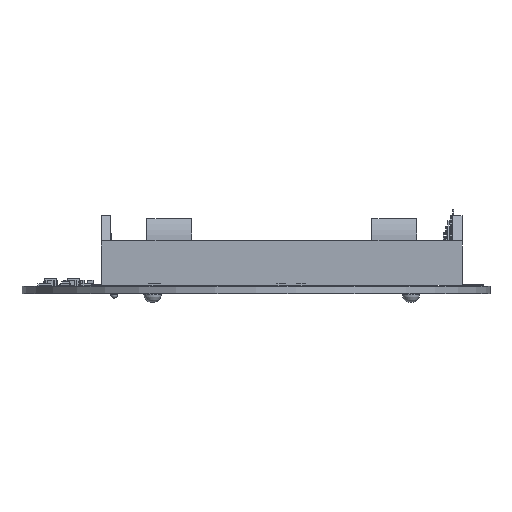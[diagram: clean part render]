
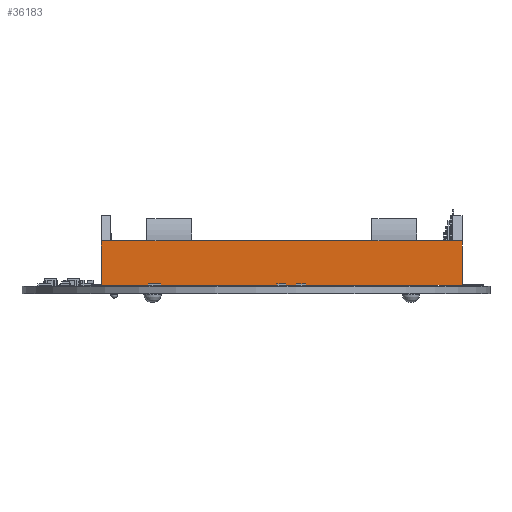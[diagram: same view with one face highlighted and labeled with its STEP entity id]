
A CAD part, front view. The second image highlights one B-rep face of the part: STEP entity #36183.
In plain terms, the highlighted planar face has unit normal (0, -1, 0).
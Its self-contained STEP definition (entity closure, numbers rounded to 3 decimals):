
#33647 = PLANE('',#33648);
#33648 = AXIS2_PLACEMENT_3D('',#33649,#33650,#33651);
#33649 = CARTESIAN_POINT('',(38.525,0.,8.36));
#33650 = DIRECTION('',(1.,0.,0.));
#33651 = DIRECTION('',(0.,0.,1.));
#33849 = PLANE('',#33850);
#33850 = AXIS2_PLACEMENT_3D('',#33851,#33852,#33853);
#33851 = CARTESIAN_POINT('',(-38.525,0.,8.36));
#33852 = DIRECTION('',(-1.,0.,0.));
#33853 = DIRECTION('',(0.,0.,-1.));
#33942 = PLANE('',#33943);
#33943 = AXIS2_PLACEMENT_3D('',#33944,#33945,#33946);
#33944 = CARTESIAN_POINT('',(0.,0.,0.1));
#33945 = DIRECTION('',(0.,0.,1.));
#33946 = DIRECTION('',(1.,0.,-0.));
#34235 = PLANE('',#34236);
#34236 = AXIS2_PLACEMENT_3D('',#34237,#34238,#34239);
#34237 = CARTESIAN_POINT('',(0.,-9.537,9.6));
#34238 = DIRECTION('',(0.,0.,1.));
#34239 = DIRECTION('',(0.,1.,0.));
#34479 = EDGE_CURVE('',#34480,#34482,#34484,.T.);
#34480 = VERTEX_POINT('',#34481);
#34481 = CARTESIAN_POINT('',(38.525,-10.325,0.1));
#34482 = VERTEX_POINT('',#34483);
#34483 = CARTESIAN_POINT('',(38.525,-10.325,9.6));
#34484 = SURFACE_CURVE('',#34485,(#34489,#34496),.PCURVE_S1.);
#34485 = LINE('',#34486,#34487);
#34486 = CARTESIAN_POINT('',(38.525,-10.325,0.1));
#34487 = VECTOR('',#34488,1.);
#34488 = DIRECTION('',(0.,0.,1.));
#34489 = PCURVE('',#33647,#34490);
#34490 = DEFINITIONAL_REPRESENTATION('',(#34491),#34495);
#34491 = LINE('',#34492,#34493);
#34492 = CARTESIAN_POINT('',(-8.26,10.325));
#34493 = VECTOR('',#34494,1.);
#34494 = DIRECTION('',(1.,0.));
#34495 = ( GEOMETRIC_REPRESENTATION_CONTEXT(2) 
PARAMETRIC_REPRESENTATION_CONTEXT() REPRESENTATION_CONTEXT('2D SPACE',''
  ) );
#34496 = PCURVE('',#34497,#34502);
#34497 = PLANE('',#34498);
#34498 = AXIS2_PLACEMENT_3D('',#34499,#34500,#34501);
#34499 = CARTESIAN_POINT('',(-38.525,-10.325,0.1));
#34500 = DIRECTION('',(0.,1.,0.));
#34501 = DIRECTION('',(1.,0.,0.));
#34502 = DEFINITIONAL_REPRESENTATION('',(#34503),#34507);
#34503 = LINE('',#34504,#34505);
#34504 = CARTESIAN_POINT('',(77.05,0.));
#34505 = VECTOR('',#34506,1.);
#34506 = DIRECTION('',(0.,-1.));
#34507 = ( GEOMETRIC_REPRESENTATION_CONTEXT(2) 
PARAMETRIC_REPRESENTATION_CONTEXT() REPRESENTATION_CONTEXT('2D SPACE',''
  ) );
#34948 = VERTEX_POINT('',#34949);
#34949 = CARTESIAN_POINT('',(-38.525,-10.325,0.1));
#34970 = EDGE_CURVE('',#34948,#34971,#34973,.T.);
#34971 = VERTEX_POINT('',#34972);
#34972 = CARTESIAN_POINT('',(-38.525,-10.325,9.6));
#34973 = SURFACE_CURVE('',#34974,(#34978,#34985),.PCURVE_S1.);
#34974 = LINE('',#34975,#34976);
#34975 = CARTESIAN_POINT('',(-38.525,-10.325,0.1));
#34976 = VECTOR('',#34977,1.);
#34977 = DIRECTION('',(0.,0.,1.));
#34978 = PCURVE('',#33849,#34979);
#34979 = DEFINITIONAL_REPRESENTATION('',(#34980),#34984);
#34980 = LINE('',#34981,#34982);
#34981 = CARTESIAN_POINT('',(8.26,10.325));
#34982 = VECTOR('',#34983,1.);
#34983 = DIRECTION('',(-1.,0.));
#34984 = ( GEOMETRIC_REPRESENTATION_CONTEXT(2) 
PARAMETRIC_REPRESENTATION_CONTEXT() REPRESENTATION_CONTEXT('2D SPACE',''
  ) );
#34985 = PCURVE('',#34497,#34986);
#34986 = DEFINITIONAL_REPRESENTATION('',(#34987),#34991);
#34987 = LINE('',#34988,#34989);
#34988 = CARTESIAN_POINT('',(0.,0.));
#34989 = VECTOR('',#34990,1.);
#34990 = DIRECTION('',(0.,-1.));
#34991 = ( GEOMETRIC_REPRESENTATION_CONTEXT(2) 
PARAMETRIC_REPRESENTATION_CONTEXT() REPRESENTATION_CONTEXT('2D SPACE',''
  ) );
#35293 = EDGE_CURVE('',#34948,#34480,#35294,.T.);
#35294 = SURFACE_CURVE('',#35295,(#35299,#35306),.PCURVE_S1.);
#35295 = LINE('',#35296,#35297);
#35296 = CARTESIAN_POINT('',(-38.525,-10.325,0.1));
#35297 = VECTOR('',#35298,1.);
#35298 = DIRECTION('',(1.,0.,0.));
#35299 = PCURVE('',#33942,#35300);
#35300 = DEFINITIONAL_REPRESENTATION('',(#35301),#35305);
#35301 = LINE('',#35302,#35303);
#35302 = CARTESIAN_POINT('',(-38.525,-10.325));
#35303 = VECTOR('',#35304,1.);
#35304 = DIRECTION('',(1.,0.));
#35305 = ( GEOMETRIC_REPRESENTATION_CONTEXT(2) 
PARAMETRIC_REPRESENTATION_CONTEXT() REPRESENTATION_CONTEXT('2D SPACE',''
  ) );
#35306 = PCURVE('',#34497,#35307);
#35307 = DEFINITIONAL_REPRESENTATION('',(#35308),#35312);
#35308 = LINE('',#35309,#35310);
#35309 = CARTESIAN_POINT('',(0.,0.));
#35310 = VECTOR('',#35311,1.);
#35311 = DIRECTION('',(1.,0.));
#35312 = ( GEOMETRIC_REPRESENTATION_CONTEXT(2) 
PARAMETRIC_REPRESENTATION_CONTEXT() REPRESENTATION_CONTEXT('2D SPACE',''
  ) );
#35627 = EDGE_CURVE('',#34971,#35628,#35630,.T.);
#35628 = VERTEX_POINT('',#35629);
#35629 = CARTESIAN_POINT('',(-28.82,-10.325,9.6));
#35630 = SURFACE_CURVE('',#35631,(#35635,#35642),.PCURVE_S1.);
#35631 = LINE('',#35632,#35633);
#35632 = CARTESIAN_POINT('',(-38.525,-10.325,9.6));
#35633 = VECTOR('',#35634,1.);
#35634 = DIRECTION('',(1.,0.,0.));
#35635 = PCURVE('',#34235,#35636);
#35636 = DEFINITIONAL_REPRESENTATION('',(#35637),#35641);
#35637 = LINE('',#35638,#35639);
#35638 = CARTESIAN_POINT('',(-0.788,38.525));
#35639 = VECTOR('',#35640,1.);
#35640 = DIRECTION('',(0.,-1.));
#35641 = ( GEOMETRIC_REPRESENTATION_CONTEXT(2) 
PARAMETRIC_REPRESENTATION_CONTEXT() REPRESENTATION_CONTEXT('2D SPACE',''
  ) );
#35642 = PCURVE('',#34497,#35643);
#35643 = DEFINITIONAL_REPRESENTATION('',(#35644),#35648);
#35644 = LINE('',#35645,#35646);
#35645 = CARTESIAN_POINT('',(0.,-9.5));
#35646 = VECTOR('',#35647,1.);
#35647 = DIRECTION('',(1.,0.));
#35648 = ( GEOMETRIC_REPRESENTATION_CONTEXT(2) 
PARAMETRIC_REPRESENTATION_CONTEXT() REPRESENTATION_CONTEXT('2D SPACE',''
  ) );
#35707 = VERTEX_POINT('',#35708);
#35708 = CARTESIAN_POINT('',(-19.263,-10.325,9.6));
#35734 = EDGE_CURVE('',#35707,#35735,#35737,.T.);
#35735 = VERTEX_POINT('',#35736);
#35736 = CARTESIAN_POINT('',(19.263,-10.325,9.6));
#35737 = SURFACE_CURVE('',#35738,(#35742,#35749),.PCURVE_S1.);
#35738 = LINE('',#35739,#35740);
#35739 = CARTESIAN_POINT('',(-38.525,-10.325,9.6));
#35740 = VECTOR('',#35741,1.);
#35741 = DIRECTION('',(1.,0.,0.));
#35742 = PCURVE('',#34235,#35743);
#35743 = DEFINITIONAL_REPRESENTATION('',(#35744),#35748);
#35744 = LINE('',#35745,#35746);
#35745 = CARTESIAN_POINT('',(-0.788,38.525));
#35746 = VECTOR('',#35747,1.);
#35747 = DIRECTION('',(0.,-1.));
#35748 = ( GEOMETRIC_REPRESENTATION_CONTEXT(2) 
PARAMETRIC_REPRESENTATION_CONTEXT() REPRESENTATION_CONTEXT('2D SPACE',''
  ) );
#35749 = PCURVE('',#34497,#35750);
#35750 = DEFINITIONAL_REPRESENTATION('',(#35751),#35755);
#35751 = LINE('',#35752,#35753);
#35752 = CARTESIAN_POINT('',(0.,-9.5));
#35753 = VECTOR('',#35754,1.);
#35754 = DIRECTION('',(1.,0.));
#35755 = ( GEOMETRIC_REPRESENTATION_CONTEXT(2) 
PARAMETRIC_REPRESENTATION_CONTEXT() REPRESENTATION_CONTEXT('2D SPACE',''
  ) );
#35814 = VERTEX_POINT('',#35815);
#35815 = CARTESIAN_POINT('',(28.82,-10.325,9.6));
#35841 = EDGE_CURVE('',#35814,#34482,#35842,.T.);
#35842 = SURFACE_CURVE('',#35843,(#35847,#35854),.PCURVE_S1.);
#35843 = LINE('',#35844,#35845);
#35844 = CARTESIAN_POINT('',(-38.525,-10.325,9.6));
#35845 = VECTOR('',#35846,1.);
#35846 = DIRECTION('',(1.,0.,0.));
#35847 = PCURVE('',#34235,#35848);
#35848 = DEFINITIONAL_REPRESENTATION('',(#35849),#35853);
#35849 = LINE('',#35850,#35851);
#35850 = CARTESIAN_POINT('',(-0.788,38.525));
#35851 = VECTOR('',#35852,1.);
#35852 = DIRECTION('',(0.,-1.));
#35853 = ( GEOMETRIC_REPRESENTATION_CONTEXT(2) 
PARAMETRIC_REPRESENTATION_CONTEXT() REPRESENTATION_CONTEXT('2D SPACE',''
  ) );
#35854 = PCURVE('',#34497,#35855);
#35855 = DEFINITIONAL_REPRESENTATION('',(#35856),#35860);
#35856 = LINE('',#35857,#35858);
#35857 = CARTESIAN_POINT('',(0.,-9.5));
#35858 = VECTOR('',#35859,1.);
#35859 = DIRECTION('',(1.,0.));
#35860 = ( GEOMETRIC_REPRESENTATION_CONTEXT(2) 
PARAMETRIC_REPRESENTATION_CONTEXT() REPRESENTATION_CONTEXT('2D SPACE',''
  ) );
#36183 = ADVANCED_FACE('',(#36184),#34497,.F.);
#36184 = FACE_BOUND('',#36185,.F.);
#36185 = EDGE_LOOP('',(#36186,#36187,#36188,#36189,#36215,#36216,#36242,
    #36243));
#36186 = ORIENTED_EDGE('',*,*,#35293,.F.);
#36187 = ORIENTED_EDGE('',*,*,#34970,.T.);
#36188 = ORIENTED_EDGE('',*,*,#35627,.T.);
#36189 = ORIENTED_EDGE('',*,*,#36190,.T.);
#36190 = EDGE_CURVE('',#35628,#35707,#36191,.T.);
#36191 = SURFACE_CURVE('',#36192,(#36196,#36203),.PCURVE_S1.);
#36192 = LINE('',#36193,#36194);
#36193 = CARTESIAN_POINT('',(-38.525,-10.325,9.6));
#36194 = VECTOR('',#36195,1.);
#36195 = DIRECTION('',(1.,0.,0.));
#36196 = PCURVE('',#34497,#36197);
#36197 = DEFINITIONAL_REPRESENTATION('',(#36198),#36202);
#36198 = LINE('',#36199,#36200);
#36199 = CARTESIAN_POINT('',(0.,-9.5));
#36200 = VECTOR('',#36201,1.);
#36201 = DIRECTION('',(1.,0.));
#36202 = ( GEOMETRIC_REPRESENTATION_CONTEXT(2) 
PARAMETRIC_REPRESENTATION_CONTEXT() REPRESENTATION_CONTEXT('2D SPACE',''
  ) );
#36203 = PCURVE('',#36204,#36209);
#36204 = CYLINDRICAL_SURFACE('',#36205,9.);
#36205 = AXIS2_PLACEMENT_3D('',#36206,#36207,#36208);
#36206 = CARTESIAN_POINT('',(-32.5,-1.325,9.6));
#36207 = DIRECTION('',(-1.,-0.,-0.));
#36208 = DIRECTION('',(0.,1.,0.));
#36209 = DEFINITIONAL_REPRESENTATION('',(#36210),#36214);
#36210 = LINE('',#36211,#36212);
#36211 = CARTESIAN_POINT('',(3.142,6.025));
#36212 = VECTOR('',#36213,1.);
#36213 = DIRECTION('',(0.,-1.));
#36214 = ( GEOMETRIC_REPRESENTATION_CONTEXT(2) 
PARAMETRIC_REPRESENTATION_CONTEXT() REPRESENTATION_CONTEXT('2D SPACE',''
  ) );
#36215 = ORIENTED_EDGE('',*,*,#35734,.T.);
#36216 = ORIENTED_EDGE('',*,*,#36217,.T.);
#36217 = EDGE_CURVE('',#35735,#35814,#36218,.T.);
#36218 = SURFACE_CURVE('',#36219,(#36223,#36230),.PCURVE_S1.);
#36219 = LINE('',#36220,#36221);
#36220 = CARTESIAN_POINT('',(-38.525,-10.325,9.6));
#36221 = VECTOR('',#36222,1.);
#36222 = DIRECTION('',(1.,0.,0.));
#36223 = PCURVE('',#34497,#36224);
#36224 = DEFINITIONAL_REPRESENTATION('',(#36225),#36229);
#36225 = LINE('',#36226,#36227);
#36226 = CARTESIAN_POINT('',(0.,-9.5));
#36227 = VECTOR('',#36228,1.);
#36228 = DIRECTION('',(1.,0.));
#36229 = ( GEOMETRIC_REPRESENTATION_CONTEXT(2) 
PARAMETRIC_REPRESENTATION_CONTEXT() REPRESENTATION_CONTEXT('2D SPACE',''
  ) );
#36230 = PCURVE('',#36231,#36236);
#36231 = CYLINDRICAL_SURFACE('',#36232,9.);
#36232 = AXIS2_PLACEMENT_3D('',#36233,#36234,#36235);
#36233 = CARTESIAN_POINT('',(-32.5,-1.325,9.6));
#36234 = DIRECTION('',(-1.,-0.,-0.));
#36235 = DIRECTION('',(0.,1.,0.));
#36236 = DEFINITIONAL_REPRESENTATION('',(#36237),#36241);
#36237 = LINE('',#36238,#36239);
#36238 = CARTESIAN_POINT('',(3.142,6.025));
#36239 = VECTOR('',#36240,1.);
#36240 = DIRECTION('',(0.,-1.));
#36241 = ( GEOMETRIC_REPRESENTATION_CONTEXT(2) 
PARAMETRIC_REPRESENTATION_CONTEXT() REPRESENTATION_CONTEXT('2D SPACE',''
  ) );
#36242 = ORIENTED_EDGE('',*,*,#35841,.T.);
#36243 = ORIENTED_EDGE('',*,*,#34479,.F.);
